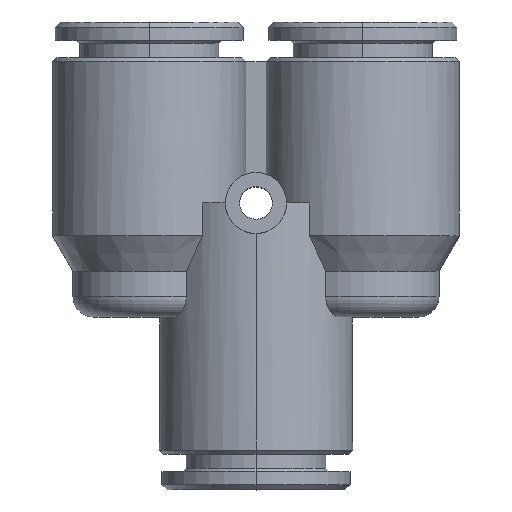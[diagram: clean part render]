
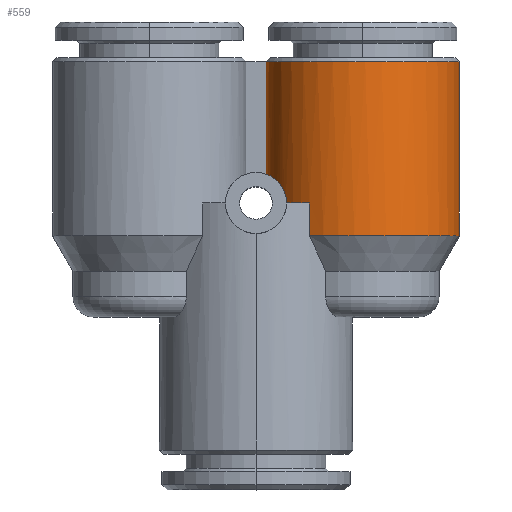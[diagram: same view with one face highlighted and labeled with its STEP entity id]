
A CAD part, top view. The second image highlights one B-rep face of the part: STEP entity #559.
In plain terms, the highlighted cylindrical face has radius 9.5 mm (diameter 19 mm), a partial arc.
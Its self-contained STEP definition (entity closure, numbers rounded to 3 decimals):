
#10 = DIRECTION ( 'NONE',  ( 0., -1., 0. ) ) ;
#92 = CARTESIAN_POINT ( 'NONE',  ( 3., 0., 5.831 ) ) ;
#103 = CARTESIAN_POINT ( 'NONE',  ( 1.044, 2.813, 1.084 ) ) ;
#105 = EDGE_CURVE ( 'NONE', #2617, #2968, #1045, .T. ) ;
#129 = CARTESIAN_POINT ( 'NONE',  ( 2.915, 0.722, 5.721 ) ) ;
#143 = ORIENTED_EDGE ( 'NONE', *, *, #2712, .F. ) ;
#300 = CARTESIAN_POINT ( 'NONE',  ( 20., 15.931, 0. ) ) ;
#309 = VERTEX_POINT ( 'NONE', #3052 ) ;
#333 = DIRECTION ( 'NONE',  ( 0., 1., 0. ) ) ;
#369 = DIRECTION ( 'NONE',  ( 0., 1., 0. ) ) ;
#370 = CARTESIAN_POINT ( 'NONE',  ( 2.989, 0.297, 5.817 ) ) ;
#391 = VERTEX_POINT ( 'NONE', #2137 ) ;
#559 = ADVANCED_FACE ( 'NONE', ( #1578 ), #666, .T. ) ;
#585 = CARTESIAN_POINT ( 'NONE',  ( 2.062, 2.187, 4.372 ) ) ;
#586 = CARTESIAN_POINT ( 'NONE',  ( 10.5, 13.9, 0. ) ) ;
#593 = EDGE_CURVE ( 'NONE', #309, #2737, #2668, .T. ) ;
#605 = CARTESIAN_POINT ( 'NONE',  ( 1.13, 2.783, 1.673 ) ) ;
#666 = CYLINDRICAL_SURFACE ( 'NONE', #1871, 9.5 ) ;
#669 = CARTESIAN_POINT ( 'NONE',  ( 5.25, 0., 7.918 ) ) ;
#766 = VECTOR ( 'NONE', #333, 1000. ) ;
#804 = LINE ( 'NONE', #300, #766 ) ;
#819 = CARTESIAN_POINT ( 'NONE',  ( 2.627, 1.454, 5.317 ) ) ;
#823 = CARTESIAN_POINT ( 'NONE',  ( 1.417, 2.646, 2.799 ) ) ;
#1027 = CARTESIAN_POINT ( 'NONE',  ( 2.317, 1.915, 4.833 ) ) ;
#1044 = DIRECTION ( 'NONE',  ( 0., -1., 0. ) ) ;
#1045 = B_SPLINE_CURVE_WITH_KNOTS ( 'NONE', 3,
 ( #2703, #103, #605, #1507, #823, #2262, #2938, #1742, #585, #1027, #2251, #819, #2714, #1484, #2685, #129, #1761, #370, #2015, #92 ),
 .UNSPECIFIED., .F., .F.,
 ( 4, 2, 2, 2, 2, 2, 2, 2, 2, 4 ),
 ( 0.015, 0.017, 0.018, 0.019, 0.02, 0.021, 0.021, 0.022, 0.022, 0.022 ),
 .UNSPECIFIED. ) ;
#1084 = ORIENTED_EDGE ( 'NONE', *, *, #1419, .T. ) ;
#1107 = EDGE_CURVE ( 'NONE', #3043, #2737, #2368, .T. ) ;
#1151 = DIRECTION ( 'NONE',  ( 0., 1., 0. ) ) ;
#1156 = CARTESIAN_POINT ( 'NONE',  ( 5.25, 5.332, 7.918 ) ) ;
#1187 = EDGE_CURVE ( 'NONE', #309, #391, #804, .T. ) ;
#1378 = VECTOR ( 'NONE', #10, 1000. ) ;
#1419 = EDGE_CURVE ( 'NONE', #2968, #3043, #1794, .T. ) ;
#1484 = CARTESIAN_POINT ( 'NONE',  ( 2.789, 1.112, 5.55 ) ) ;
#1493 = ORIENTED_EDGE ( 'NONE', *, *, #1975, .T. ) ;
#1507 = CARTESIAN_POINT ( 'NONE',  ( 1.336, 2.687, 2.521 ) ) ;
#1551 = CARTESIAN_POINT ( 'NONE',  ( 5.25, -3.236, 7.918 ) ) ;
#1578 = FACE_OUTER_BOUND ( 'NONE', #1715, .T. ) ;
#1585 = DIRECTION ( 'NONE',  ( 0., 1., 0. ) ) ;
#1639 = CARTESIAN_POINT ( 'NONE',  ( 10.5, 15.931, 0. ) ) ;
#1677 = CARTESIAN_POINT ( 'NONE',  ( 10.5, -3.236, 0. ) ) ;
#1686 = LINE ( 'NONE', #2751, #2141 ) ;
#1715 = EDGE_LOOP ( 'NONE', ( #2689, #2268, #1493, #143, #2207, #1084, #2072 ) ) ;
#1742 = CARTESIAN_POINT ( 'NONE',  ( 1.939, 2.294, 4.127 ) ) ;
#1761 = CARTESIAN_POINT ( 'NONE',  ( 2.947, 0.582, 5.762 ) ) ;
#1794 = CIRCLE ( 'NONE', #2886, 9.5 ) ;
#1871 = AXIS2_PLACEMENT_3D ( 'NONE', #1639, #1151, #2839 ) ;
#1875 = CIRCLE ( 'NONE', #3015, 9.5 ) ;
#1920 = DIRECTION ( 'NONE',  ( 0., -1., 0. ) ) ;
#1975 = EDGE_CURVE ( 'NONE', #391, #2134, #1875, .T. ) ;
#2015 = CARTESIAN_POINT ( 'NONE',  ( 3., 0.149, 5.831 ) ) ;
#2027 = CARTESIAN_POINT ( 'NONE',  ( 1.013, 2.824, 0.5 ) ) ;
#2053 = CARTESIAN_POINT ( 'NONE',  ( 10.5, 0., 0. ) ) ;
#2056 = CARTESIAN_POINT ( 'NONE',  ( 1.013, 13.9, 0.5 ) ) ;
#2072 = ORIENTED_EDGE ( 'NONE', *, *, #1107, .T. ) ;
#2134 = VERTEX_POINT ( 'NONE', #2056 ) ;
#2137 = CARTESIAN_POINT ( 'NONE',  ( 20., 13.9, 0. ) ) ;
#2141 = VECTOR ( 'NONE', #369, 1000. ) ;
#2206 = AXIS2_PLACEMENT_3D ( 'NONE', #1677, #1920, #2633 ) ;
#2207 = ORIENTED_EDGE ( 'NONE', *, *, #105, .T. ) ;
#2251 = CARTESIAN_POINT ( 'NONE',  ( 2.446, 1.752, 5.043 ) ) ;
#2252 = DIRECTION ( 'NONE',  ( 1., 0., 0. ) ) ;
#2262 = CARTESIAN_POINT ( 'NONE',  ( 1.603, 2.538, 3.344 ) ) ;
#2268 = ORIENTED_EDGE ( 'NONE', *, *, #1187, .T. ) ;
#2320 = DIRECTION ( 'NONE',  ( 0., 0., 1. ) ) ;
#2352 = CARTESIAN_POINT ( 'NONE',  ( 3., 0., 5.831 ) ) ;
#2368 = LINE ( 'NONE', #1156, #1378 ) ;
#2617 = VERTEX_POINT ( 'NONE', #2027 ) ;
#2633 = DIRECTION ( 'NONE',  ( 1., 0., 0. ) ) ;
#2668 = CIRCLE ( 'NONE', #2206, 9.5 ) ;
#2685 = CARTESIAN_POINT ( 'NONE',  ( 2.836, 0.988, 5.614 ) ) ;
#2689 = ORIENTED_EDGE ( 'NONE', *, *, #593, .F. ) ;
#2703 = CARTESIAN_POINT ( 'NONE',  ( 1.013, 2.824, 0.5 ) ) ;
#2712 = EDGE_CURVE ( 'NONE', #2617, #2134, #1686, .T. ) ;
#2714 = CARTESIAN_POINT ( 'NONE',  ( 2.685, 1.345, 5.402 ) ) ;
#2737 = VERTEX_POINT ( 'NONE', #1551 ) ;
#2751 = CARTESIAN_POINT ( 'NONE',  ( 1.013, 15.931, 0.5 ) ) ;
#2839 = DIRECTION ( 'NONE',  ( 1., 0., 0. ) ) ;
#2886 = AXIS2_PLACEMENT_3D ( 'NONE', #2053, #1585, #2320 ) ;
#2938 = CARTESIAN_POINT ( 'NONE',  ( 1.709, 2.47, 3.613 ) ) ;
#2968 = VERTEX_POINT ( 'NONE', #2352 ) ;
#3015 = AXIS2_PLACEMENT_3D ( 'NONE', #586, #1044, #2252 ) ;
#3043 = VERTEX_POINT ( 'NONE', #669 ) ;
#3052 = CARTESIAN_POINT ( 'NONE',  ( 20., -3.236, 0. ) ) ;
